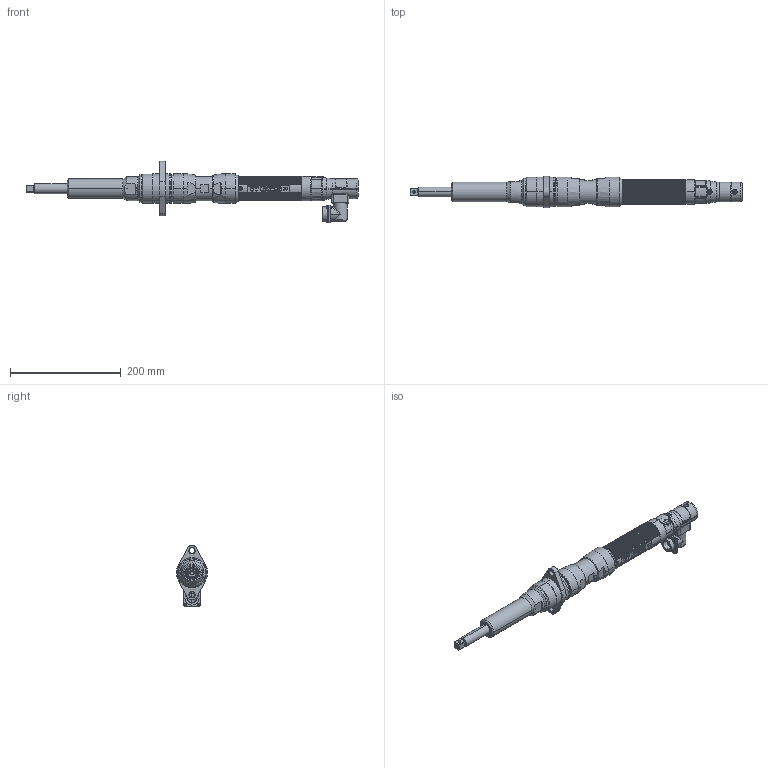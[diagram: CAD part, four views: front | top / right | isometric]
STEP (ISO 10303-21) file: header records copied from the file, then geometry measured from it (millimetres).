
FILE_DESCRIPTION((''),'2;1');
FILE_NAME('EB34MB1F2-55-SW','2020-02-26T11:49:06',('ZLC1117'),(''),'CREO PARAMETRIC BY PTC INC, 2017380','CREO PARAMETRIC BY PTC INC, 2017380','');
FILE_SCHEMA(('CONFIG_CONTROL_DESIGN'));
Products named in the file (1): EB34MB1F2-55-SW
Bounding box: 599.04 x 56.39 x 110.39 mm (x, y, z)
Volume: 441473.2 mm3; surface area: 274443.9 mm2
Topology: 13 solids, 13 shells, 3468 faces, 9300 edges, 5994 vertices
Faces by surface type: plane 1773, cylinder 866, cone 328, bspline 325, torus 156, extrusion 20
Entity records: 181754 total; most frequent: CARTESIAN_POINT 97247, ORIENTED_EDGE 18586, DIRECTION 16101, EDGE_CURVE 9293, VERTEX_POINT 5994, AXIS2_PLACEMENT_3D 5423, VECTOR 5255, LINE 5235
